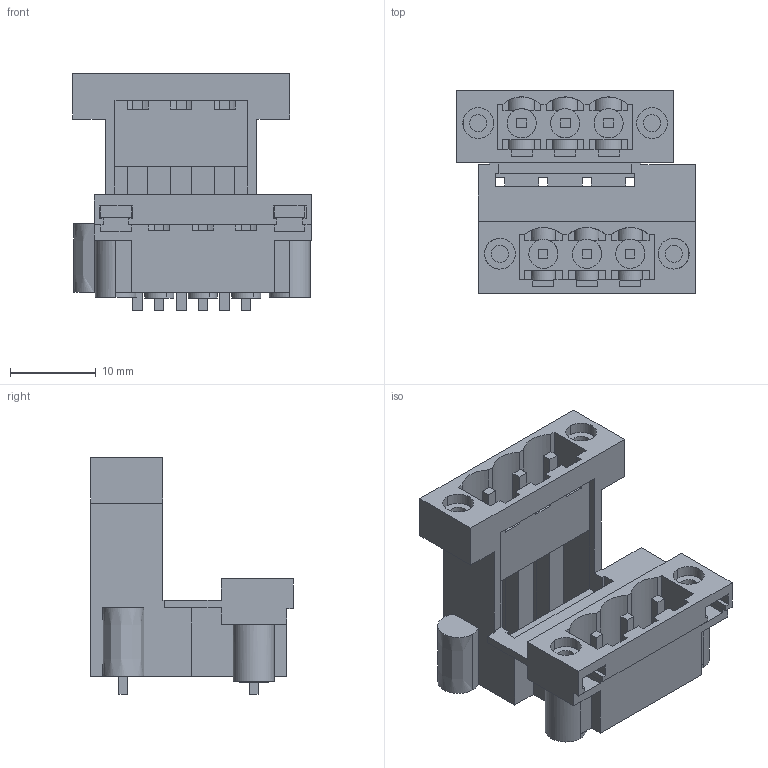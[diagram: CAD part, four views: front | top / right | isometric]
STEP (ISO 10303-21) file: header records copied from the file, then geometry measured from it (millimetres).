
FILE_DESCRIPTION(('CATIA V5 STEP Exchange','CAx-IF Rec.Pracs.--- Model Styling and Organization---1.2---2011-12-15'),'2;1');
FILE_NAME ('D1456898_0_1828900000_1828900000.stp','2018-04-19T11:43:29+00:00',('none'),('Weidmueller'),'CATIA Version 5-6 Release 2014','CATIA V5 STEP AP214','none');
FILE_SCHEMA(('AUTOMOTIVE_DESIGN { 1 0 10303 214 1 1 1 1 }'));
Length unit declared in the file: millimetre
Products named in the file (1): 1828900000
Bounding box: 27.94 x 23.67 x 27.66 mm (x, y, z)
Volume: 3782.5 mm3; surface area: 7353.2 mm2
Topology: 11 solids, 14 shells, 430 faces, 1237 edges, 830 vertices
Faces by surface type: plane 356, cylinder 70, extrusion 4
Entity records: 13897 total; most frequent: CARTESIAN_POINT 2961, ORIENTED_EDGE 2474, DIRECTION 1849, EDGE_CURVE 1237, VECTOR 1013, LINE 1009, VERTEX_POINT 830, AXIS2_PLACEMENT_3D 495
